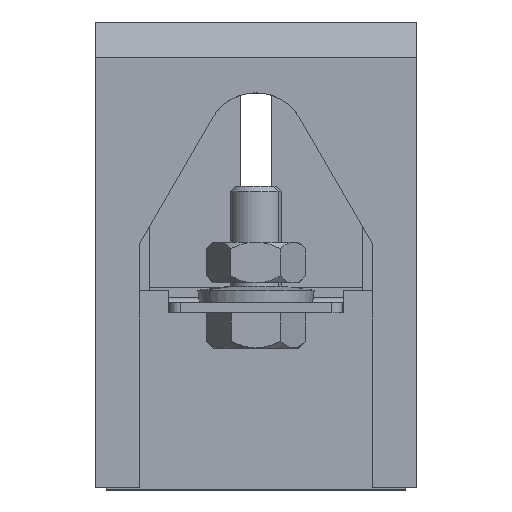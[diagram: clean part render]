
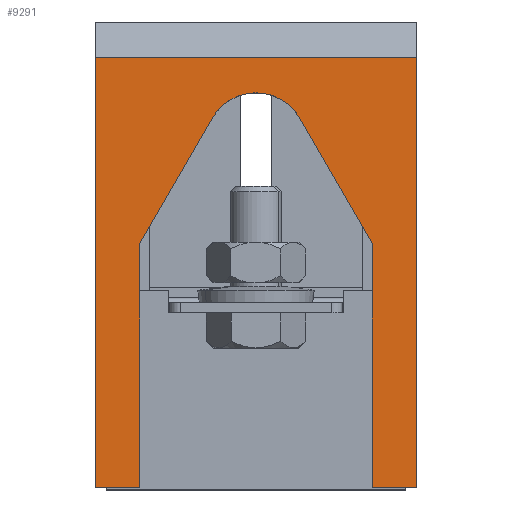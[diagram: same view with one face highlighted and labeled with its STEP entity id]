
A CAD part, front view. The second image highlights one B-rep face of the part: STEP entity #9291.
In plain terms, the highlighted face is planar.
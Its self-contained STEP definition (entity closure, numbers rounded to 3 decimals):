
#9223=AXIS2_PLACEMENT_3D('Plane Axis2P3D',#9220,#9221,#9222) ;
#9262=AXIS2_PLACEMENT_3D('Circle Axis2P3D',#9260,#9261,$) ;
#8459=CARTESIAN_POINT('Vertex',(-31.75,88.,46.)) ;
#8462=CARTESIAN_POINT('Line Origine',(-31.75,88.,3.5)) ;
#8466=CARTESIAN_POINT('Vertex',(-31.75,88.,-39.)) ;
#9204=CARTESIAN_POINT('Vertex',(31.75,88.,46.)) ;
#9207=CARTESIAN_POINT('Line Origine',(0.,88.,46.)) ;
#9220=CARTESIAN_POINT('Axis2P3D Location',(31.75,88.,-15.5)) ;
#9225=CARTESIAN_POINT('Line Origine',(-27.375,88.,-39.)) ;
#9229=CARTESIAN_POINT('Vertex',(-23.,88.,-39.)) ;
#9232=CARTESIAN_POINT('Line Origine',(31.75,88.,3.5)) ;
#9236=CARTESIAN_POINT('Vertex',(31.75,88.,-39.)) ;
#9239=CARTESIAN_POINT('Line Origine',(27.375,88.,-39.)) ;
#9243=CARTESIAN_POINT('Vertex',(23.,88.,-39.)) ;
#9246=CARTESIAN_POINT('Line Origine',(23.,88.,-14.919)) ;
#9250=CARTESIAN_POINT('Vertex',(23.,88.,9.163)) ;
#9253=CARTESIAN_POINT('Line Origine',(15.83,88.,21.581)) ;
#9257=CARTESIAN_POINT('Vertex',(8.66,88.,34.)) ;
#9260=CARTESIAN_POINT('Axis2P3D Location',(0.,88.,29.)) ;
#9264=CARTESIAN_POINT('Vertex',(-8.66,88.,34.)) ;
#9267=CARTESIAN_POINT('Line Origine',(-15.83,88.,21.581)) ;
#9271=CARTESIAN_POINT('Vertex',(-23.,88.,9.163)) ;
#9274=CARTESIAN_POINT('Line Origine',(-23.,88.,-14.919)) ;
#8463=DIRECTION('Vector Direction',(0.,0.,1.)) ;
#9208=DIRECTION('Vector Direction',(1.,0.,0.)) ;
#9221=DIRECTION('Axis2P3D Direction',(0.,1.,0.)) ;
#9222=DIRECTION('Axis2P3D XDirection',(-1.,0.,0.)) ;
#9226=DIRECTION('Vector Direction',(-1.,0.,0.)) ;
#9233=DIRECTION('Vector Direction',(0.,0.,1.)) ;
#9240=DIRECTION('Vector Direction',(-1.,0.,0.)) ;
#9247=DIRECTION('Vector Direction',(0.,0.,-1.)) ;
#9254=DIRECTION('Vector Direction',(0.5,0.,-0.866)) ;
#9261=DIRECTION('Axis2P3D Direction',(0.,1.,0.)) ;
#9268=DIRECTION('Vector Direction',(-0.5,0.,-0.866)) ;
#9275=DIRECTION('Vector Direction',(0.,0.,-1.)) ;
#8464=VECTOR('Line Direction',#8463,1.) ;
#9209=VECTOR('Line Direction',#9208,1.) ;
#9227=VECTOR('Line Direction',#9226,1.) ;
#9234=VECTOR('Line Direction',#9233,1.) ;
#9241=VECTOR('Line Direction',#9240,1.) ;
#9248=VECTOR('Line Direction',#9247,1.) ;
#9255=VECTOR('Line Direction',#9254,1.) ;
#9269=VECTOR('Line Direction',#9268,1.) ;
#9276=VECTOR('Line Direction',#9275,1.) ;
#9280=ORIENTED_EDGE('',*,*,#9231,.F.) ;
#9281=ORIENTED_EDGE('',*,*,#8468,.T.) ;
#9282=ORIENTED_EDGE('',*,*,#9211,.T.) ;
#9283=ORIENTED_EDGE('',*,*,#9238,.F.) ;
#9284=ORIENTED_EDGE('',*,*,#9245,.F.) ;
#9285=ORIENTED_EDGE('',*,*,#9252,.F.) ;
#9286=ORIENTED_EDGE('',*,*,#9259,.F.) ;
#9287=ORIENTED_EDGE('',*,*,#9266,.F.) ;
#9288=ORIENTED_EDGE('',*,*,#9273,.T.) ;
#9289=ORIENTED_EDGE('',*,*,#9278,.T.) ;
#9291=ADVANCED_FACE('Hauptkoerper nicht benutzen',(#9290),#9224,.T.) ;
#9263=CIRCLE('generated circle',#9262,10.) ;
#8468=EDGE_CURVE('',#8467,#8460,#8465,.T.) ;
#9211=EDGE_CURVE('',#8460,#9205,#9210,.T.) ;
#9231=EDGE_CURVE('',#8467,#9230,#9228,.F.) ;
#9238=EDGE_CURVE('',#9237,#9205,#9235,.T.) ;
#9245=EDGE_CURVE('',#9244,#9237,#9242,.F.) ;
#9252=EDGE_CURVE('',#9251,#9244,#9249,.T.) ;
#9259=EDGE_CURVE('',#9258,#9251,#9256,.T.) ;
#9266=EDGE_CURVE('',#9265,#9258,#9263,.T.) ;
#9273=EDGE_CURVE('',#9265,#9272,#9270,.T.) ;
#9278=EDGE_CURVE('',#9272,#9230,#9277,.T.) ;
#9279=EDGE_LOOP('',(#9280,#9281,#9282,#9283,#9284,#9285,#9286,#9287,#9288,#9289)) ;
#9290=FACE_OUTER_BOUND('',#9279,.T.) ;
#8465=LINE('Line',#8462,#8464) ;
#9210=LINE('Line',#9207,#9209) ;
#9228=LINE('Line',#9225,#9227) ;
#9235=LINE('Line',#9232,#9234) ;
#9242=LINE('Line',#9239,#9241) ;
#9249=LINE('Line',#9246,#9248) ;
#9256=LINE('Line',#9253,#9255) ;
#9270=LINE('Line',#9267,#9269) ;
#9277=LINE('Line',#9274,#9276) ;
#9224=PLANE('',#9223) ;
#8460=VERTEX_POINT('',#8459) ;
#8467=VERTEX_POINT('',#8466) ;
#9205=VERTEX_POINT('',#9204) ;
#9230=VERTEX_POINT('',#9229) ;
#9237=VERTEX_POINT('',#9236) ;
#9244=VERTEX_POINT('',#9243) ;
#9251=VERTEX_POINT('',#9250) ;
#9258=VERTEX_POINT('',#9257) ;
#9265=VERTEX_POINT('',#9264) ;
#9272=VERTEX_POINT('',#9271) ;
